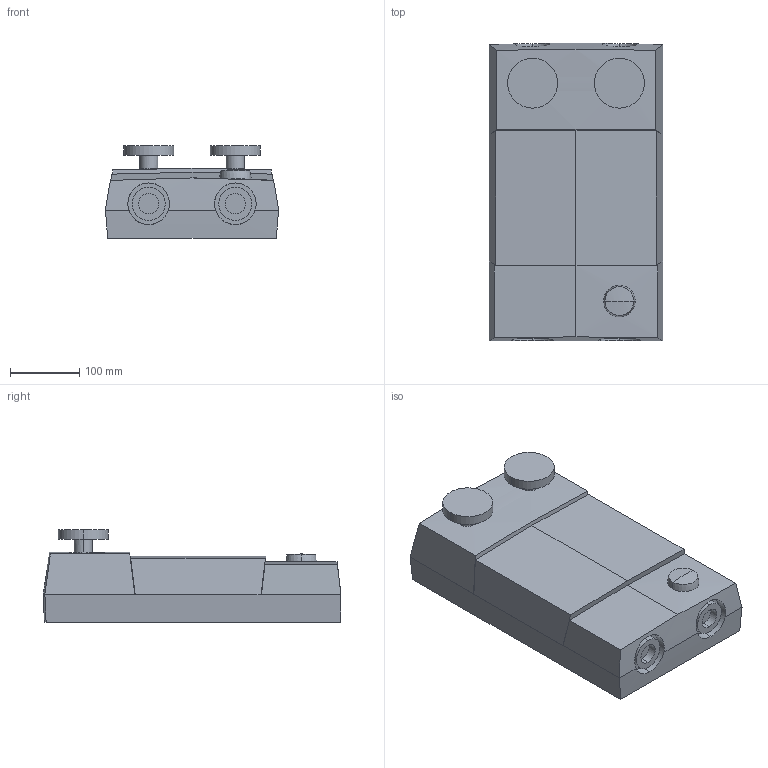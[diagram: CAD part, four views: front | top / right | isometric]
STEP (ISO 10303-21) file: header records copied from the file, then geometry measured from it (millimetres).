
FILE_DESCRIPTION (( 'STEP AP214' ), '1' );
FILE_NAME ('61242100 GRF211 DN32.STEP', '2025-09-09T11:21:14', ( '' ), ( '' ), 'SwSTEP 2.0', 'SolidWorks 2023', '' );
FILE_SCHEMA (( 'AUTOMOTIVE_DESIGN' ));
Length unit declared in the file: millimetre
Products named in the file (1): 61242100 GRF211 DN32
Bounding box: 250 x 429.43 x 133.5 mm (x, y, z)
Volume: 9649862.3 mm3; surface area: 437723.4 mm2
Topology: 1 solids, 1 shells, 123 faces, 301 edges, 197 vertices
Faces by surface type: cylinder 71, plane 46, torus 4, sphere 2
Entity records: 5812 total; most frequent: CARTESIAN_POINT 1522, DIRECTION 606, ORIENTED_EDGE 602, EDGE_CURVE 301, AXIS2_PLACEMENT_3D 229, VERTEX_POINT 197, LINE 148, VECTOR 148
